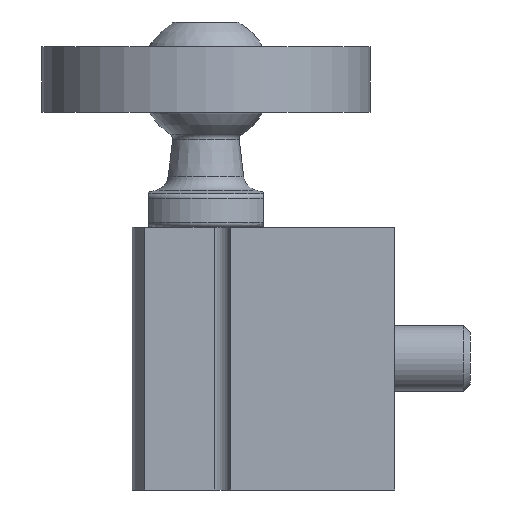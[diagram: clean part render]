
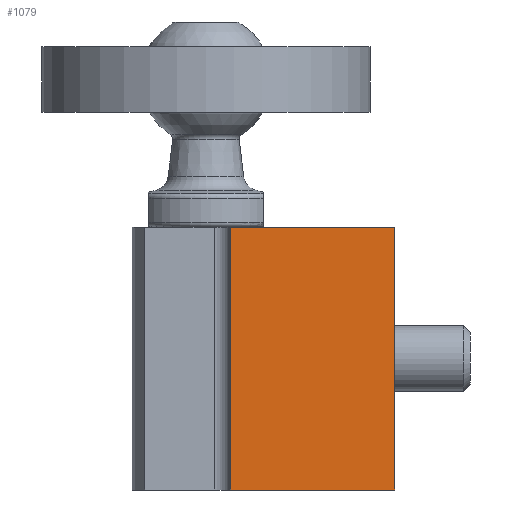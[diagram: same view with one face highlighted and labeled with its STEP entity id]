
A CAD part, left-side view. The second image highlights one B-rep face of the part: STEP entity #1079.
In plain terms, the highlighted planar face has unit normal (-1, 0, 0).
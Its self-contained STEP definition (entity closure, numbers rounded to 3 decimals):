
#111=LINE('',#1725,#167);
#114=LINE('',#1731,#170);
#115=LINE('',#1733,#171);
#116=LINE('',#1735,#172);
#167=VECTOR('',#1365,1000.);
#170=VECTOR('',#1370,1000.);
#171=VECTOR('',#1371,1000.);
#172=VECTOR('',#1372,1000.);
#227=ORIENTED_EDGE('',*,*,#503,.T.);
#228=ORIENTED_EDGE('',*,*,#504,.F.);
#229=ORIENTED_EDGE('',*,*,#505,.F.);
#230=ORIENTED_EDGE('',*,*,#500,.T.);
#500=EDGE_CURVE('',#639,#638,#111,.T.);
#503=EDGE_CURVE('',#638,#641,#114,.T.);
#504=EDGE_CURVE('',#642,#641,#115,.T.);
#505=EDGE_CURVE('',#639,#642,#116,.T.);
#638=VERTEX_POINT('',#1724);
#639=VERTEX_POINT('',#1726);
#641=VERTEX_POINT('',#1732);
#642=VERTEX_POINT('',#1734);
#803=EDGE_LOOP('',(#227,#228,#229,#230));
#923=FACE_BOUND('',#803,.T.);
#1043=PLANE('',#1209);
#1079=ADVANCED_FACE('',(#923),#1043,.F.);
#1209=AXIS2_PLACEMENT_3D('',#1730,#1368,#1369);
#1365=DIRECTION('',(0.,0.,-1.));
#1368=DIRECTION('',(1.,0.,0.));
#1369=DIRECTION('',(0.,0.,-1.));
#1370=DIRECTION('',(0.,-1.,0.));
#1371=DIRECTION('',(0.,0.,-1.));
#1372=DIRECTION('',(0.,-1.,0.));
#1724=CARTESIAN_POINT('',(0.,10.,-8.));
#1725=CARTESIAN_POINT('',(0.,10.,8.));
#1726=CARTESIAN_POINT('',(0.,10.,8.));
#1730=CARTESIAN_POINT('',(0.,10.,8.));
#1731=CARTESIAN_POINT('',(0.,10.,-8.));
#1732=CARTESIAN_POINT('',(0.,0.,-8.));
#1733=CARTESIAN_POINT('',(0.,0.,8.));
#1734=CARTESIAN_POINT('',(0.,0.,8.));
#1735=CARTESIAN_POINT('',(0.,10.,8.));
